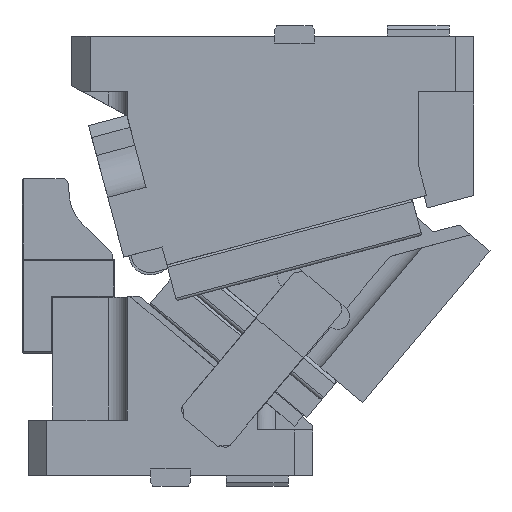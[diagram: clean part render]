
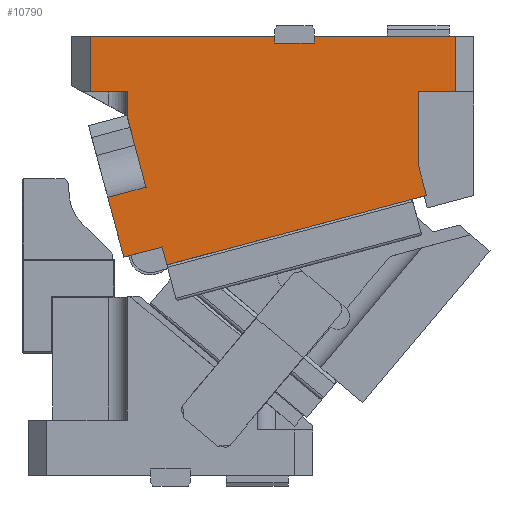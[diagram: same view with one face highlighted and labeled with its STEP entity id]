
A CAD part, front view. The second image highlights one B-rep face of the part: STEP entity #10790.
In plain terms, the highlighted planar face has unit normal (0, -1, 0).
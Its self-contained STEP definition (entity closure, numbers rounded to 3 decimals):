
#9150=CARTESIAN_POINT('Vertex',(95.2,-45.,233.08)) ;
#9153=CARTESIAN_POINT('Line Origine',(87.6,-45.,261.445)) ;
#9157=CARTESIAN_POINT('Vertex',(80.,-45.,289.809)) ;
#10636=CARTESIAN_POINT('Line Origine',(80.,-45.,299.905)) ;
#10640=CARTESIAN_POINT('Vertex',(80.,-45.,310.)) ;
#10655=CARTESIAN_POINT('Axis2P3D Location',(187.263,-45.,236.216)) ;
#10660=CARTESIAN_POINT('Line Origine',(110.082,-45.,177.54)) ;
#10664=CARTESIAN_POINT('Vertex',(112.024,-45.,170.295)) ;
#10666=CARTESIAN_POINT('Vertex',(108.141,-45.,184.784)) ;
#10669=CARTESIAN_POINT('Line Origine',(216.827,-45.,198.377)) ;
#10673=CARTESIAN_POINT('Vertex',(321.63,-45.,226.459)) ;
#10676=CARTESIAN_POINT('Line Origine',(318.315,-45.,238.83)) ;
#10680=CARTESIAN_POINT('Vertex',(315.,-45.,251.201)) ;
#10683=CARTESIAN_POINT('Line Origine',(315.,-45.,280.6)) ;
#10687=CARTESIAN_POINT('Vertex',(315.,-45.,310.)) ;
#10690=CARTESIAN_POINT('Line Origine',(330.,-45.,310.)) ;
#10694=CARTESIAN_POINT('Vertex',(345.,-45.,310.)) ;
#10697=CARTESIAN_POINT('Line Origine',(345.,-45.,332.5)) ;
#10701=CARTESIAN_POINT('Vertex',(345.,-45.,355.)) ;
#10704=CARTESIAN_POINT('Line Origine',(288.,-45.,355.)) ;
#10708=CARTESIAN_POINT('Vertex',(231.,-45.,355.)) ;
#10711=CARTESIAN_POINT('Line Origine',(231.,-45.,352.25)) ;
#10715=CARTESIAN_POINT('Vertex',(231.,-45.,349.5)) ;
#10718=CARTESIAN_POINT('Line Origine',(215.,-45.,349.5)) ;
#10722=CARTESIAN_POINT('Vertex',(199.,-45.,349.5)) ;
#10725=CARTESIAN_POINT('Line Origine',(199.,-45.,352.25)) ;
#10729=CARTESIAN_POINT('Vertex',(199.,-45.,355.)) ;
#10732=CARTESIAN_POINT('Line Origine',(124.5,-45.,355.)) ;
#10736=CARTESIAN_POINT('Vertex',(50.,-45.,355.)) ;
#10739=CARTESIAN_POINT('Line Origine',(50.,-45.,332.5)) ;
#10743=CARTESIAN_POINT('Vertex',(50.,-45.,310.)) ;
#10746=CARTESIAN_POINT('Line Origine',(65.,-45.,310.)) ;
#10751=CARTESIAN_POINT('Line Origine',(79.746,-45.,228.94)) ;
#10755=CARTESIAN_POINT('Vertex',(64.292,-45.,224.799)) ;
#10758=CARTESIAN_POINT('Line Origine',(70.762,-45.,200.65)) ;
#10762=CARTESIAN_POINT('Vertex',(77.233,-45.,176.502)) ;
#10765=CARTESIAN_POINT('Line Origine',(92.687,-45.,180.643)) ;
#9154=DIRECTION('Vector Direction',(0.259,0.,-0.966)) ;
#10637=DIRECTION('Vector Direction',(0.,0.,1.)) ;
#10656=DIRECTION('Axis2P3D Direction',(0.,-1.,0.)) ;
#10657=DIRECTION('Axis2P3D XDirection',(1.,0.,0.)) ;
#10661=DIRECTION('Vector Direction',(0.259,0.,-0.966)) ;
#10670=DIRECTION('Vector Direction',(-0.966,0.,-0.259)) ;
#10677=DIRECTION('Vector Direction',(0.259,0.,-0.966)) ;
#10684=DIRECTION('Vector Direction',(0.,0.,-1.)) ;
#10691=DIRECTION('Vector Direction',(-1.,0.,0.)) ;
#10698=DIRECTION('Vector Direction',(0.,0.,1.)) ;
#10705=DIRECTION('Vector Direction',(1.,0.,0.)) ;
#10712=DIRECTION('Vector Direction',(0.,0.,1.)) ;
#10719=DIRECTION('Vector Direction',(-1.,0.,0.)) ;
#10726=DIRECTION('Vector Direction',(0.,0.,-1.)) ;
#10733=DIRECTION('Vector Direction',(1.,0.,0.)) ;
#10740=DIRECTION('Vector Direction',(0.,0.,-1.)) ;
#10747=DIRECTION('Vector Direction',(-1.,0.,0.)) ;
#10752=DIRECTION('Vector Direction',(0.966,0.,0.259)) ;
#10759=DIRECTION('Vector Direction',(0.259,0.,-0.966)) ;
#10766=DIRECTION('Vector Direction',(-0.966,0.,-0.259)) ;
#10658=AXIS2_PLACEMENT_3D('Plane Axis2P3D',#10655,#10656,#10657) ;
#10771=ORIENTED_EDGE('',*,*,#10668,.F.) ;
#10772=ORIENTED_EDGE('',*,*,#10675,.F.) ;
#10773=ORIENTED_EDGE('',*,*,#10682,.F.) ;
#10774=ORIENTED_EDGE('',*,*,#10689,.F.) ;
#10775=ORIENTED_EDGE('',*,*,#10696,.F.) ;
#10776=ORIENTED_EDGE('',*,*,#10703,.T.) ;
#10777=ORIENTED_EDGE('',*,*,#10710,.F.) ;
#10778=ORIENTED_EDGE('',*,*,#10717,.F.) ;
#10779=ORIENTED_EDGE('',*,*,#10724,.T.) ;
#10780=ORIENTED_EDGE('',*,*,#10731,.F.) ;
#10781=ORIENTED_EDGE('',*,*,#10738,.F.) ;
#10782=ORIENTED_EDGE('',*,*,#10745,.F.) ;
#10783=ORIENTED_EDGE('',*,*,#10750,.F.) ;
#10784=ORIENTED_EDGE('',*,*,#10642,.F.) ;
#10785=ORIENTED_EDGE('',*,*,#9159,.F.) ;
#10786=ORIENTED_EDGE('',*,*,#10757,.F.) ;
#10787=ORIENTED_EDGE('',*,*,#10764,.T.) ;
#10788=ORIENTED_EDGE('',*,*,#10769,.F.) ;
#9155=VECTOR('Line Direction',#9154,1.) ;
#10638=VECTOR('Line Direction',#10637,1.) ;
#10662=VECTOR('Line Direction',#10661,1.) ;
#10671=VECTOR('Line Direction',#10670,1.) ;
#10678=VECTOR('Line Direction',#10677,1.) ;
#10685=VECTOR('Line Direction',#10684,1.) ;
#10692=VECTOR('Line Direction',#10691,1.) ;
#10699=VECTOR('Line Direction',#10698,1.) ;
#10706=VECTOR('Line Direction',#10705,1.) ;
#10713=VECTOR('Line Direction',#10712,1.) ;
#10720=VECTOR('Line Direction',#10719,1.) ;
#10727=VECTOR('Line Direction',#10726,1.) ;
#10734=VECTOR('Line Direction',#10733,1.) ;
#10741=VECTOR('Line Direction',#10740,1.) ;
#10748=VECTOR('Line Direction',#10747,1.) ;
#10753=VECTOR('Line Direction',#10752,1.) ;
#10760=VECTOR('Line Direction',#10759,1.) ;
#10767=VECTOR('Line Direction',#10766,1.) ;
#10790=ADVANCED_FACE('CAM HOLDER',(#10789),#10659,.T.) ;
#9159=EDGE_CURVE('',#9151,#9158,#9156,.F.) ;
#10642=EDGE_CURVE('',#9158,#10641,#10639,.T.) ;
#10668=EDGE_CURVE('',#10665,#10667,#10663,.F.) ;
#10675=EDGE_CURVE('',#10674,#10665,#10672,.T.) ;
#10682=EDGE_CURVE('',#10681,#10674,#10679,.T.) ;
#10689=EDGE_CURVE('',#10688,#10681,#10686,.T.) ;
#10696=EDGE_CURVE('',#10695,#10688,#10693,.T.) ;
#10703=EDGE_CURVE('',#10695,#10702,#10700,.T.) ;
#10710=EDGE_CURVE('',#10709,#10702,#10707,.T.) ;
#10717=EDGE_CURVE('',#10716,#10709,#10714,.T.) ;
#10724=EDGE_CURVE('',#10716,#10723,#10721,.T.) ;
#10731=EDGE_CURVE('',#10730,#10723,#10728,.T.) ;
#10738=EDGE_CURVE('',#10737,#10730,#10735,.T.) ;
#10745=EDGE_CURVE('',#10744,#10737,#10742,.F.) ;
#10750=EDGE_CURVE('',#10641,#10744,#10749,.T.) ;
#10757=EDGE_CURVE('',#10756,#9151,#10754,.T.) ;
#10764=EDGE_CURVE('',#10756,#10763,#10761,.T.) ;
#10769=EDGE_CURVE('',#10667,#10763,#10768,.T.) ;
#10770=EDGE_LOOP('',(#10771,#10772,#10773,#10774,#10775,#10776,#10777,#10778,#10779,#10780,#10781,#10782,#10783,#10784,#10785,#10786,#10787,#10788)) ;
#10789=FACE_OUTER_BOUND('',#10770,.T.) ;
#9156=LINE('Line',#9153,#9155) ;
#10639=LINE('Line',#10636,#10638) ;
#10663=LINE('Line',#10660,#10662) ;
#10672=LINE('Line',#10669,#10671) ;
#10679=LINE('Line',#10676,#10678) ;
#10686=LINE('Line',#10683,#10685) ;
#10693=LINE('Line',#10690,#10692) ;
#10700=LINE('Line',#10697,#10699) ;
#10707=LINE('Line',#10704,#10706) ;
#10714=LINE('Line',#10711,#10713) ;
#10721=LINE('Line',#10718,#10720) ;
#10728=LINE('Line',#10725,#10727) ;
#10735=LINE('Line',#10732,#10734) ;
#10742=LINE('Line',#10739,#10741) ;
#10749=LINE('Line',#10746,#10748) ;
#10754=LINE('Line',#10751,#10753) ;
#10761=LINE('Line',#10758,#10760) ;
#10768=LINE('Line',#10765,#10767) ;
#10659=PLANE('Plane',#10658) ;
#9151=VERTEX_POINT('',#9150) ;
#9158=VERTEX_POINT('',#9157) ;
#10641=VERTEX_POINT('',#10640) ;
#10665=VERTEX_POINT('',#10664) ;
#10667=VERTEX_POINT('',#10666) ;
#10674=VERTEX_POINT('',#10673) ;
#10681=VERTEX_POINT('',#10680) ;
#10688=VERTEX_POINT('',#10687) ;
#10695=VERTEX_POINT('',#10694) ;
#10702=VERTEX_POINT('',#10701) ;
#10709=VERTEX_POINT('',#10708) ;
#10716=VERTEX_POINT('',#10715) ;
#10723=VERTEX_POINT('',#10722) ;
#10730=VERTEX_POINT('',#10729) ;
#10737=VERTEX_POINT('',#10736) ;
#10744=VERTEX_POINT('',#10743) ;
#10756=VERTEX_POINT('',#10755) ;
#10763=VERTEX_POINT('',#10762) ;
